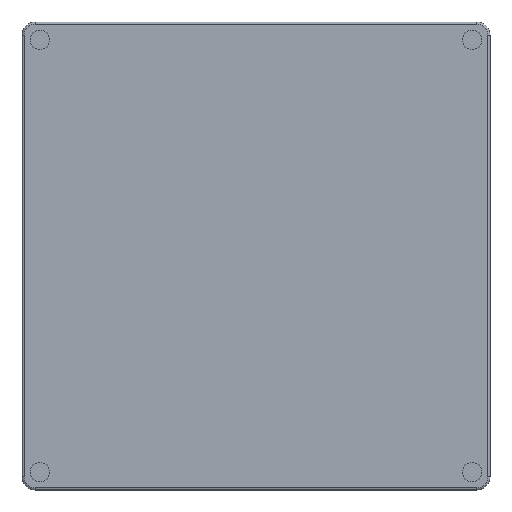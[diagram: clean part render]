
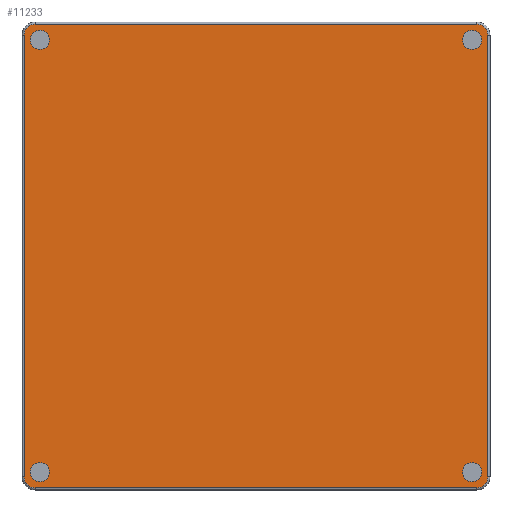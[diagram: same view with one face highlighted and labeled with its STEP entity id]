
A CAD part, front view. The second image highlights one B-rep face of the part: STEP entity #11233.
In plain terms, the highlighted planar face has unit normal (0, -1, 0).
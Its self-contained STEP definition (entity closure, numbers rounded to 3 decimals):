
#35=FACE_BOUND('',#1152,.T.);
#36=FACE_BOUND('',#1153,.T.);
#37=FACE_BOUND('',#1154,.T.);
#38=FACE_BOUND('',#1155,.T.);
#125=PLANE('',#11938);
#495=FACE_OUTER_BOUND('',#1151,.T.);
#1151=EDGE_LOOP('',(#7667,#7668,#7669,#7670,#7671,#7672,#7673,#7674));
#1152=EDGE_LOOP('',(#7675));
#1153=EDGE_LOOP('',(#7676));
#1154=EDGE_LOOP('',(#7677));
#1155=EDGE_LOOP('',(#7678));
#1886=LINE('',#16834,#3006);
#1888=LINE('',#16844,#3008);
#1889=LINE('',#16852,#3009);
#1891=LINE('',#16864,#3011);
#3006=VECTOR('',#13243,10.);
#3008=VECTOR('',#13257,10.);
#3009=VECTOR('',#13268,10.);
#3011=VECTOR('',#13282,10.);
#4112=CIRCLE('',#11917,5.);
#4115=CIRCLE('',#11922,5.);
#4119=CIRCLE('',#11928,5.);
#4122=CIRCLE('',#11933,5.);
#4123=CIRCLE('',#11939,4.25);
#4124=CIRCLE('',#11940,4.25);
#4125=CIRCLE('',#11941,4.25);
#4126=CIRCLE('',#11942,4.25);
#4717=VERTEX_POINT('',#16831);
#4718=VERTEX_POINT('',#16833);
#4719=VERTEX_POINT('',#16838);
#4720=VERTEX_POINT('',#16842);
#4721=VERTEX_POINT('',#16846);
#4722=VERTEX_POINT('',#16850);
#4723=VERTEX_POINT('',#16854);
#4725=VERTEX_POINT('',#16860);
#4727=VERTEX_POINT('',#16876);
#4728=VERTEX_POINT('',#16878);
#4729=VERTEX_POINT('',#16880);
#4730=VERTEX_POINT('',#16882);
#5869=EDGE_CURVE('',#4717,#4718,#1886,.T.);
#5873=EDGE_CURVE('',#4718,#4719,#4112,.T.);
#5875=EDGE_CURVE('',#4719,#4720,#1888,.T.);
#5877=EDGE_CURVE('',#4720,#4721,#4115,.T.);
#5879=EDGE_CURVE('',#4721,#4722,#1889,.T.);
#5882=EDGE_CURVE('',#4722,#4723,#4119,.T.);
#5885=EDGE_CURVE('',#4723,#4725,#1891,.T.);
#5887=EDGE_CURVE('',#4725,#4717,#4122,.T.);
#5891=EDGE_CURVE('',#4727,#4727,#4123,.T.);
#5892=EDGE_CURVE('',#4728,#4728,#4124,.T.);
#5893=EDGE_CURVE('',#4729,#4729,#4125,.T.);
#5894=EDGE_CURVE('',#4730,#4730,#4126,.T.);
#7667=ORIENTED_EDGE('',*,*,#5869,.F.);
#7668=ORIENTED_EDGE('',*,*,#5887,.F.);
#7669=ORIENTED_EDGE('',*,*,#5885,.F.);
#7670=ORIENTED_EDGE('',*,*,#5882,.F.);
#7671=ORIENTED_EDGE('',*,*,#5879,.F.);
#7672=ORIENTED_EDGE('',*,*,#5877,.F.);
#7673=ORIENTED_EDGE('',*,*,#5875,.F.);
#7674=ORIENTED_EDGE('',*,*,#5873,.F.);
#7675=ORIENTED_EDGE('',*,*,#5891,.T.);
#7676=ORIENTED_EDGE('',*,*,#5892,.T.);
#7677=ORIENTED_EDGE('',*,*,#5893,.T.);
#7678=ORIENTED_EDGE('',*,*,#5894,.T.);
#11233=ADVANCED_FACE('',(#495,#35,#36,#37,#38),#125,.T.);
#11917=AXIS2_PLACEMENT_3D('',#16840,#13251,#13252);
#11922=AXIS2_PLACEMENT_3D('',#16848,#13262,#13263);
#11928=AXIS2_PLACEMENT_3D('',#16858,#13275,#13276);
#11933=AXIS2_PLACEMENT_3D('',#16867,#13287,#13288);
#11938=AXIS2_PLACEMENT_3D('',#16875,#13300,#13301);
#11939=AXIS2_PLACEMENT_3D('',#16877,#13302,#13303);
#11940=AXIS2_PLACEMENT_3D('',#16879,#13304,#13305);
#11941=AXIS2_PLACEMENT_3D('',#16881,#13306,#13307);
#11942=AXIS2_PLACEMENT_3D('',#16883,#13308,#13309);
#13243=DIRECTION('',(1.,0.,0.));
#13251=DIRECTION('center_axis',(0.,1.,0.));
#13252=DIRECTION('ref_axis',(0.707,0.,0.707));
#13257=DIRECTION('',(0.,0.,-1.));
#13262=DIRECTION('center_axis',(0.,1.,0.));
#13263=DIRECTION('ref_axis',(0.707,0.,-0.707));
#13268=DIRECTION('',(-1.,0.,0.));
#13275=DIRECTION('center_axis',(0.,1.,0.));
#13276=DIRECTION('ref_axis',(-0.707,0.,-0.707));
#13282=DIRECTION('',(0.,0.,1.));
#13287=DIRECTION('center_axis',(0.,1.,0.));
#13288=DIRECTION('ref_axis',(-0.707,0.,0.707));
#13300=DIRECTION('center_axis',(0.,-1.,0.));
#13301=DIRECTION('ref_axis',(0.,0.,-1.));
#13302=DIRECTION('center_axis',(0.,1.,0.));
#13303=DIRECTION('ref_axis',(1.,0.,0.));
#13304=DIRECTION('center_axis',(0.,1.,0.));
#13305=DIRECTION('ref_axis',(1.,0.,0.));
#13306=DIRECTION('center_axis',(0.,1.,0.));
#13307=DIRECTION('ref_axis',(1.,0.,0.));
#13308=DIRECTION('center_axis',(0.,1.,0.));
#13309=DIRECTION('ref_axis',(1.,0.,0.));
#16831=CARTESIAN_POINT('',(-8.,-3.,13.));
#16833=CARTESIAN_POINT('',(189.,-3.,13.));
#16834=CARTESIAN_POINT('',(142.75,-3.,13.));
#16838=CARTESIAN_POINT('',(194.,-3.,8.));
#16840=CARTESIAN_POINT('Origin',(189.,-3.,8.));
#16842=CARTESIAN_POINT('',(194.,-3.,-189.));
#16844=CARTESIAN_POINT('',(194.,-3.,-142.75));
#16846=CARTESIAN_POINT('',(189.,-3.,-194.));
#16848=CARTESIAN_POINT('Origin',(189.,-3.,-189.));
#16850=CARTESIAN_POINT('',(-8.,-3.,-194.));
#16852=CARTESIAN_POINT('',(38.25,-3.,-194.));
#16854=CARTESIAN_POINT('',(-13.,-3.,-189.));
#16858=CARTESIAN_POINT('Origin',(-8.,-3.,-189.));
#16860=CARTESIAN_POINT('',(-13.,-3.,8.));
#16864=CARTESIAN_POINT('',(-13.,-3.,-38.25));
#16867=CARTESIAN_POINT('Origin',(-8.,-3.,8.));
#16875=CARTESIAN_POINT('Origin',(90.5,-3.,-90.5));
#16876=CARTESIAN_POINT('',(-10.25,-3.,-187.));
#16877=CARTESIAN_POINT('Origin',(-6.,-3.,-187.));
#16878=CARTESIAN_POINT('',(-10.25,-3.,6.));
#16879=CARTESIAN_POINT('Origin',(-6.,-3.,6.));
#16880=CARTESIAN_POINT('',(182.75,-3.,-187.));
#16881=CARTESIAN_POINT('Origin',(187.,-3.,-187.));
#16882=CARTESIAN_POINT('',(182.75,-3.,6.));
#16883=CARTESIAN_POINT('Origin',(187.,-3.,6.));
